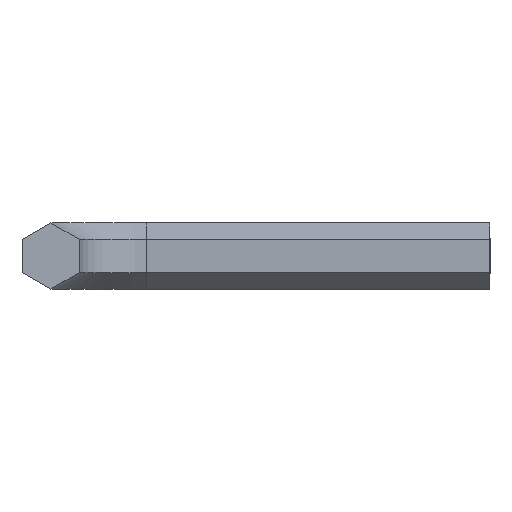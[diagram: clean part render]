
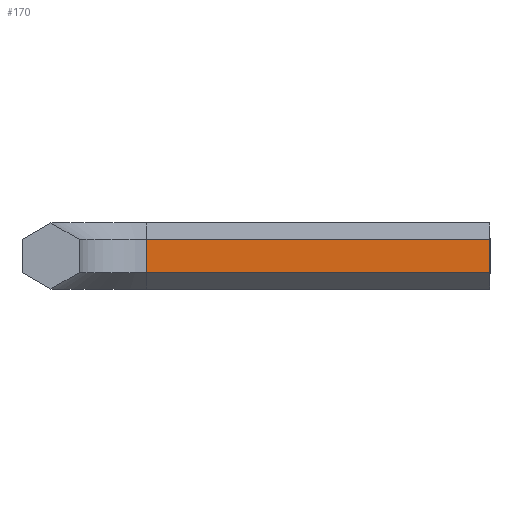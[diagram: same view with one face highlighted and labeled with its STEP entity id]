
A CAD part, front view. The second image highlights one B-rep face of the part: STEP entity #170.
In plain terms, the highlighted planar face has unit normal (0, -1, 0).
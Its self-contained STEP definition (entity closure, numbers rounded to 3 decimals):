
#9 = VECTOR ( 'NONE', #147, 1000. ) ;
#31 = CARTESIAN_POINT ( 'NONE',  ( 4., 85.12, 0.687 ) ) ;
#48 = CARTESIAN_POINT ( 'NONE',  ( 4., 85.12, -0.687 ) ) ;
#50 = FACE_OUTER_BOUND ( 'NONE', #217, .T. ) ;
#54 = EDGE_CURVE ( 'NONE', #187, #394, #340, .T. ) ;
#60 = AXIS2_PLACEMENT_3D ( 'NONE', #80, #302, #465 ) ;
#80 = CARTESIAN_POINT ( 'NONE',  ( 4., 85.12, 0.687 ) ) ;
#125 = DIRECTION ( 'NONE',  ( 0., 0., -1. ) ) ;
#138 = CARTESIAN_POINT ( 'NONE',  ( 18.25, 85.12, -0.687 ) ) ;
#145 = VECTOR ( 'NONE', #359, 1000. ) ;
#147 = DIRECTION ( 'NONE',  ( 1., 0., 0. ) ) ;
#153 = ORIENTED_EDGE ( 'NONE', *, *, #402, .T. ) ;
#167 = PLANE ( 'NONE',  #60 ) ;
#170 = ADVANCED_FACE ( 'NONE', ( #50 ), #167, .T. ) ;
#186 = VERTEX_POINT ( 'NONE', #48 ) ;
#187 = VERTEX_POINT ( 'NONE', #31 ) ;
#193 = ORIENTED_EDGE ( 'NONE', *, *, #54, .F. ) ;
#203 = CARTESIAN_POINT ( 'NONE',  ( 4., 85.12, 0.687 ) ) ;
#217 = EDGE_LOOP ( 'NONE', ( #153, #466, #448, #193 ) ) ;
#247 = VECTOR ( 'NONE', #344, 1000. ) ;
#283 = LINE ( 'NONE', #469, #388 ) ;
#302 = DIRECTION ( 'NONE',  ( 0., -1., 0. ) ) ;
#311 = LINE ( 'NONE', #512, #247 ) ;
#340 = LINE ( 'NONE', #203, #9 ) ;
#344 = DIRECTION ( 'NONE',  ( 0., 0., -1. ) ) ;
#359 = DIRECTION ( 'NONE',  ( 1., 0., 0. ) ) ;
#379 = LINE ( 'NONE', #486, #145 ) ;
#381 = CARTESIAN_POINT ( 'NONE',  ( 18.25, 85.12, 0.687 ) ) ;
#388 = VECTOR ( 'NONE', #125, 1000. ) ;
#394 = VERTEX_POINT ( 'NONE', #381 ) ;
#402 = EDGE_CURVE ( 'NONE', #187, #186, #283, .T. ) ;
#425 = EDGE_CURVE ( 'NONE', #394, #556, #311, .T. ) ;
#448 = ORIENTED_EDGE ( 'NONE', *, *, #425, .F. ) ;
#465 = DIRECTION ( 'NONE',  ( 0., 0., -1. ) ) ;
#466 = ORIENTED_EDGE ( 'NONE', *, *, #470, .T. ) ;
#469 = CARTESIAN_POINT ( 'NONE',  ( 4., 85.12, 0.687 ) ) ;
#470 = EDGE_CURVE ( 'NONE', #186, #556, #379, .T. ) ;
#486 = CARTESIAN_POINT ( 'NONE',  ( 4., 85.12, -0.687 ) ) ;
#512 = CARTESIAN_POINT ( 'NONE',  ( 18.25, 85.12, 0.687 ) ) ;
#556 = VERTEX_POINT ( 'NONE', #138 ) ;
